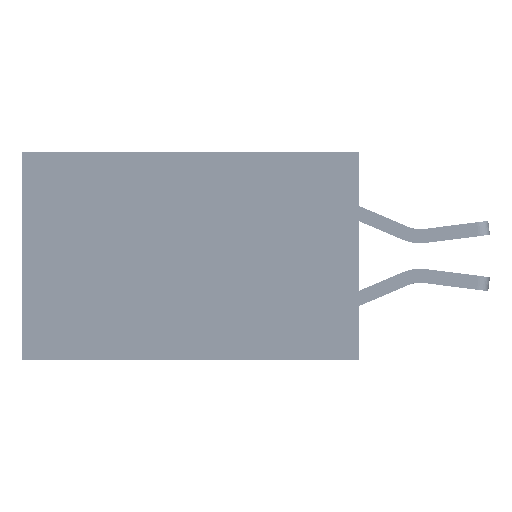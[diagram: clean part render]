
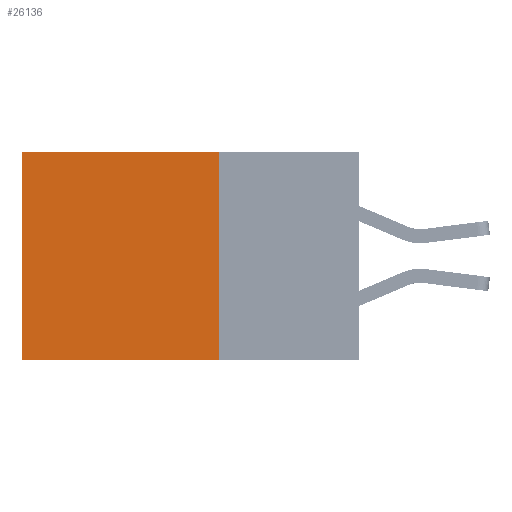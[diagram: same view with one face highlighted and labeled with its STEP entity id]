
A CAD part, left-side view. The second image highlights one B-rep face of the part: STEP entity #26136.
In plain terms, the highlighted planar face has unit normal (-1, 0, 0).
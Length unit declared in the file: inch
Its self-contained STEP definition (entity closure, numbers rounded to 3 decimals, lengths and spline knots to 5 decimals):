
#3149 = PLANE ( 'NONE',  #24049 ) ;
#4614 = EDGE_CURVE ( 'NONE', #31857, #7490, #42216, .T. ) ;
#7405 = DIRECTION ( 'NONE',  ( 0., 1., 0. ) ) ;
#7490 = VERTEX_POINT ( 'NONE', #23339 ) ;
#8456 = DIRECTION ( 'NONE',  ( 0., 1., 0. ) ) ;
#9642 = DIRECTION ( 'NONE',  ( 0., 0., -1. ) ) ;
#10577 = LINE ( 'NONE', #31198, #42999 ) ;
#14153 = ORIENTED_EDGE ( 'NONE', *, *, #18589, .T. ) ;
#14807 = VERTEX_POINT ( 'NONE', #29643 ) ;
#15422 = EDGE_CURVE ( 'NONE', #28395, #7490, #27469, .T. ) ;
#15666 = DIRECTION ( 'NONE',  ( 0., 0., -1. ) ) ;
#18364 = CARTESIAN_POINT ( 'NONE',  ( 0.2875, 0.25, -0.37 ) ) ;
#18589 = EDGE_CURVE ( 'NONE', #14807, #31857, #10577, .T. ) ;
#20151 = CARTESIAN_POINT ( 'NONE',  ( 0.2875, 0.6, 0. ) ) ;
#23339 = CARTESIAN_POINT ( 'NONE',  ( 0.2875, 0.6, -0.37 ) ) ;
#24049 = AXIS2_PLACEMENT_3D ( 'NONE', #41267, #27409, #9642 ) ;
#25147 = VECTOR ( 'NONE', #34272, 39.37008 ) ;
#25910 = CARTESIAN_POINT ( 'NONE',  ( 0.2875, 0.25, -0.37 ) ) ;
#26068 = CARTESIAN_POINT ( 'NONE',  ( 0.2875, 0.25, 0. ) ) ;
#26136 = ADVANCED_FACE ( 'NONE', ( #43470 ), #3149, .F. ) ;
#27409 = DIRECTION ( 'NONE',  ( 1., 0., 0. ) ) ;
#27469 = LINE ( 'NONE', #25910, #43413 ) ;
#27716 = ORIENTED_EDGE ( 'NONE', *, *, #36932, .F. ) ;
#28395 = VERTEX_POINT ( 'NONE', #18364 ) ;
#29522 = ORIENTED_EDGE ( 'NONE', *, *, #15422, .F. ) ;
#29643 = CARTESIAN_POINT ( 'NONE',  ( 0.2875, 0.25, 0. ) ) ;
#30096 = CARTESIAN_POINT ( 'NONE',  ( 0.2875, 0.6, 0. ) ) ;
#31198 = CARTESIAN_POINT ( 'NONE',  ( 0.2875, 0.25, 0. ) ) ;
#31857 = VERTEX_POINT ( 'NONE', #30096 ) ;
#33314 = VECTOR ( 'NONE', #15666, 39.37008 ) ;
#34272 = DIRECTION ( 'NONE',  ( 0., 0., -1. ) ) ;
#36932 = EDGE_CURVE ( 'NONE', #14807, #28395, #45461, .T. ) ;
#40177 = ORIENTED_EDGE ( 'NONE', *, *, #4614, .T. ) ;
#41267 = CARTESIAN_POINT ( 'NONE',  ( 0.2875, 0.25, 0. ) ) ;
#42216 = LINE ( 'NONE', #20151, #25147 ) ;
#42999 = VECTOR ( 'NONE', #7405, 39.37008 ) ;
#43413 = VECTOR ( 'NONE', #8456, 39.37008 ) ;
#43470 = FACE_OUTER_BOUND ( 'NONE', #44657, .T. ) ;
#44657 = EDGE_LOOP ( 'NONE', ( #40177, #29522, #27716, #14153 ) ) ;
#45461 = LINE ( 'NONE', #26068, #33314 ) ;
